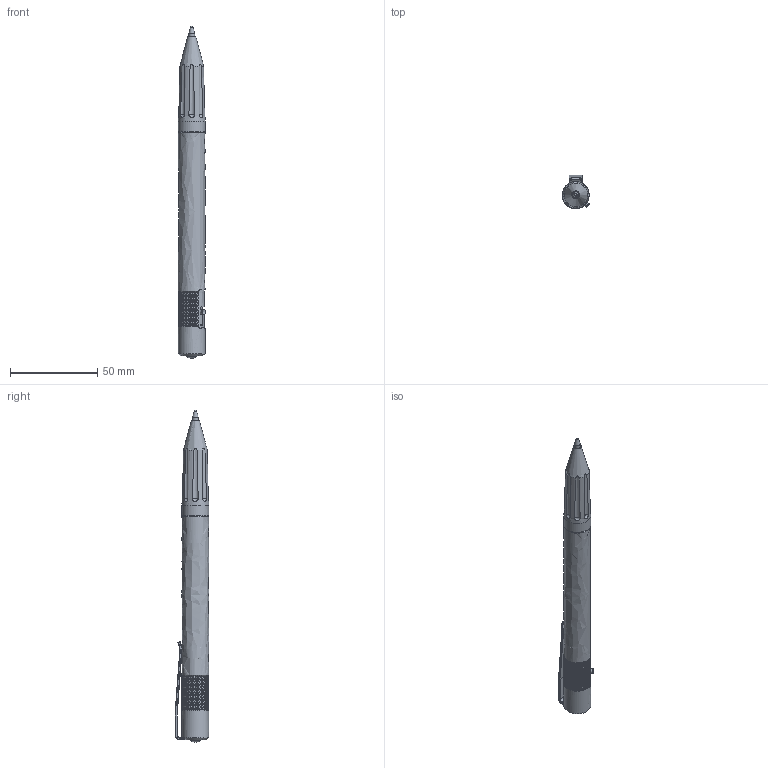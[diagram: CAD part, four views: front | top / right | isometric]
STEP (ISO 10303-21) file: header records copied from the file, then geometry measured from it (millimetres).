
FILE_DESCRIPTION(('FreeCAD Model'),'2;1');
FILE_NAME('Open CASCADE Shape Model','2025-04-27T21:30:19',('FreeCAD'),( 'FreeCAD'),'Open CASCADE STEP processor 7.6','FreeCAD','Unknown');
FILE_SCHEMA(('AUTOMOTIVE_DESIGN { 1 0 10303 214 1 1 1 1 }'));
Products named in the file (1): Open CASCADE STEP translator 7.6 1
Bounding box: 15.65 x 19.2 x 190.08 mm (x, y, z)
Volume: 23110.5 mm3; surface area: 22386.8 mm2
Topology: 7 solids, 7 shells, 3752 faces, 7748 edges, 4012 vertices
Faces by surface type: bspline 3752
Entity records: 155329 total; most frequent: CARTESIAN_POINT 113302, ORIENTED_EDGE 15484, EDGE_CURVE 7742, VERTEX_POINT 4012, FACE_BOUND 3768, EDGE_LOOP 3768, ADVANCED_FACE 3752, B_SPLINE_CURVE_WITH_KNOTS 3377
